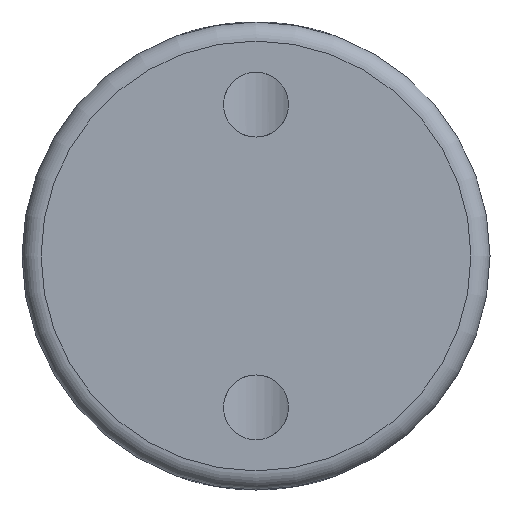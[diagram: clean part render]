
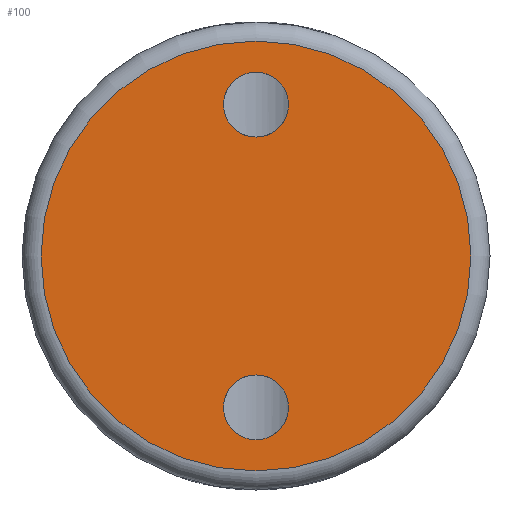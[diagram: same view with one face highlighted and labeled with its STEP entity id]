
A CAD part, front view. The second image highlights one B-rep face of the part: STEP entity #100.
In plain terms, the highlighted planar face has unit normal (0, -1, 0).
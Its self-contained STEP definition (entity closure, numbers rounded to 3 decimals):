
#100=ADVANCED_FACE('',(#130,#131,#132),#121,.T.);
#121=PLANE('',#363);
#130=FACE_BOUND('',#157,.T.);
#131=FACE_BOUND('',#158,.T.);
#132=FACE_BOUND('',#159,.T.);
#157=EDGE_LOOP('',(#194));
#158=EDGE_LOOP('',(#195));
#159=EDGE_LOOP('',(#196));
#194=ORIENTED_EDGE('',*,*,#305,.F.);
#195=ORIENTED_EDGE('',*,*,#306,.F.);
#196=ORIENTED_EDGE('',*,*,#307,.T.);
#274=VERTEX_POINT('',#481);
#275=VERTEX_POINT('',#483);
#276=VERTEX_POINT('',#485);
#305=EDGE_CURVE('',#274,#274,#345,.T.);
#306=EDGE_CURVE('',#275,#275,#346,.T.);
#307=EDGE_CURVE('',#276,#276,#347,.T.);
#345=CIRCLE('',#360,3.4);
#346=CIRCLE('',#361,3.4);
#347=CIRCLE('',#362,22.5);
#360=AXIS2_PLACEMENT_3D('',#480,#395,#396);
#361=AXIS2_PLACEMENT_3D('',#482,#397,#398);
#362=AXIS2_PLACEMENT_3D('',#484,#399,#400);
#363=AXIS2_PLACEMENT_3D('',#486,#401,#402);
#395=DIRECTION('',(0.,-1.,0.));
#396=DIRECTION('',(0.,0.,-1.));
#397=DIRECTION('',(0.,-1.,0.));
#398=DIRECTION('',(0.,0.,-1.));
#399=DIRECTION('',(0.,-1.,0.));
#400=DIRECTION('',(0.,0.,-1.));
#401=DIRECTION('',(0.,-1.,0.));
#402=DIRECTION('',(0.,0.,1.));
#480=CARTESIAN_POINT('',(0.,-2.145,15.85));
#481=CARTESIAN_POINT('',(0.,-2.145,12.45));
#482=CARTESIAN_POINT('',(0.,-2.145,-15.849));
#483=CARTESIAN_POINT('',(0.,-2.145,-19.249));
#484=CARTESIAN_POINT('',(0.,-2.145,0.));
#485=CARTESIAN_POINT('',(0.,-2.145,-22.5));
#486=CARTESIAN_POINT('',(0.,-2.145,0.));
